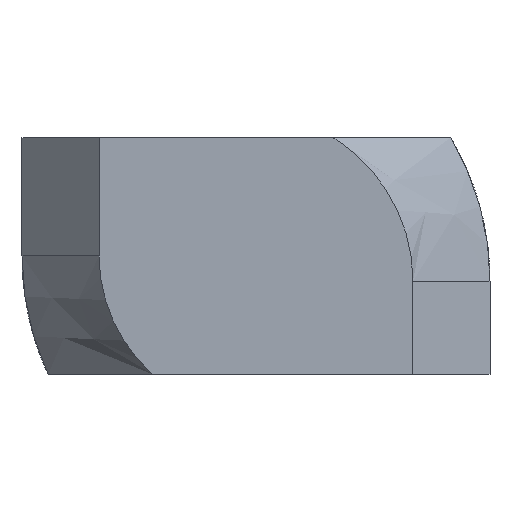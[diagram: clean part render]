
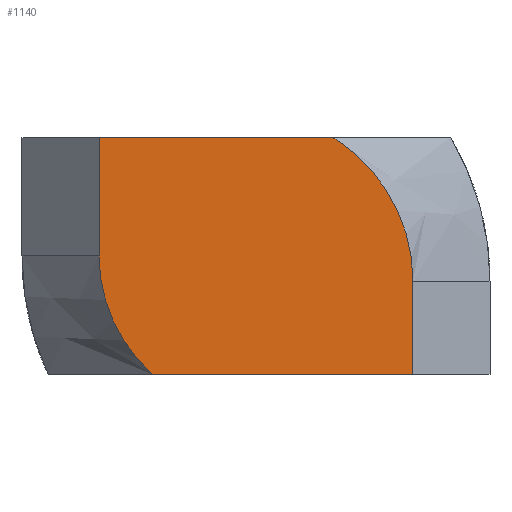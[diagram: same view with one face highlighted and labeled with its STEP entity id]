
A CAD part, front view. The second image highlights one B-rep face of the part: STEP entity #1140.
In plain terms, the highlighted planar face has unit normal (0, -1, 0).
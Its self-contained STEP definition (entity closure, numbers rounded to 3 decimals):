
#15=B_SPLINE_CURVE_WITH_KNOTS('',3,(#1832,#1833,#1834,#1835,#1836),
 .UNSPECIFIED.,.F.,.F.,(4,1,4),(-1.,-0.571,0.),
 .UNSPECIFIED.);
#16=B_SPLINE_CURVE_WITH_KNOTS('',3,(#1863,#1864,#1865,#1866),
 .UNSPECIFIED.,.F.,.F.,(4,4),(-1.,0.),.UNSPECIFIED.);
#37=PLANE('',#1263);
#95=FACE_OUTER_BOUND('',#157,.T.);
#157=EDGE_LOOP('',(#877,#878,#879,#880,#881,#882));
#233=LINE('',#1841,#344);
#238=LINE('',#1871,#349);
#241=LINE('',#1876,#352);
#242=LINE('',#1877,#353);
#344=VECTOR('',#1473,10.);
#349=VECTOR('',#1480,10.);
#352=VECTOR('',#1485,10.);
#353=VECTOR('',#1486,10.);
#529=VERTEX_POINT('',#1830);
#530=VERTEX_POINT('',#1831);
#531=VERTEX_POINT('',#1840);
#533=VERTEX_POINT('',#1861);
#534=VERTEX_POINT('',#1862);
#535=VERTEX_POINT('',#1870);
#658=EDGE_CURVE('',#529,#530,#15,.T.);
#661=EDGE_CURVE('',#531,#529,#233,.T.);
#664=EDGE_CURVE('',#533,#534,#16,.T.);
#667=EDGE_CURVE('',#535,#533,#238,.T.);
#670=EDGE_CURVE('',#530,#535,#241,.T.);
#671=EDGE_CURVE('',#534,#531,#242,.T.);
#877=ORIENTED_EDGE('',*,*,#658,.T.);
#878=ORIENTED_EDGE('',*,*,#670,.T.);
#879=ORIENTED_EDGE('',*,*,#667,.T.);
#880=ORIENTED_EDGE('',*,*,#664,.T.);
#881=ORIENTED_EDGE('',*,*,#671,.T.);
#882=ORIENTED_EDGE('',*,*,#661,.T.);
#1140=ADVANCED_FACE('',(#95),#37,.T.);
#1263=AXIS2_PLACEMENT_3D('',#1875,#1483,#1484);
#1473=DIRECTION('',(0.,0.,1.));
#1480=DIRECTION('',(0.,0.,-1.));
#1483=DIRECTION('center_axis',(0.,-1.,0.));
#1484=DIRECTION('ref_axis',(0.,0.,-1.));
#1485=DIRECTION('',(-1.,0.,0.));
#1486=DIRECTION('',(1.,0.,0.));
#1830=CARTESIAN_POINT('',(5.3,0.,-0.85));
#1831=CARTESIAN_POINT('',(2.595,0.,4.));
#1832=CARTESIAN_POINT('Ctrl Pts',(5.3,0.,
-0.85));
#1833=CARTESIAN_POINT('Ctrl Pts',(5.3,0.,
-0.021));
#1834=CARTESIAN_POINT('Ctrl Pts',(4.873,0.,
1.913));
#1835=CARTESIAN_POINT('Ctrl Pts',(3.535,0.,
3.42));
#1836=CARTESIAN_POINT('Ctrl Pts',(2.595,0.,
4.));
#1840=CARTESIAN_POINT('',(5.3,0.,-4.));
#1841=CARTESIAN_POINT('',(5.3,0.,0.));
#1861=CARTESIAN_POINT('',(-5.3,0.,0.));
#1862=CARTESIAN_POINT('',(-3.477,0.,-4.));
#1863=CARTESIAN_POINT('Ctrl Pts',(-5.3,0.,0.));
#1864=CARTESIAN_POINT('Ctrl Pts',(-5.3,0.,
-1.511));
#1865=CARTESIAN_POINT('Ctrl Pts',(-4.617,0.,
-3.009));
#1866=CARTESIAN_POINT('Ctrl Pts',(-3.477,0.,
-4.));
#1870=CARTESIAN_POINT('',(-5.3,0.,4.));
#1871=CARTESIAN_POINT('',(-5.3,0.,0.));
#1875=CARTESIAN_POINT('Origin',(5.3,0.,0.));
#1876=CARTESIAN_POINT('',(5.3,0.,4.));
#1877=CARTESIAN_POINT('',(5.3,0.,-4.));
